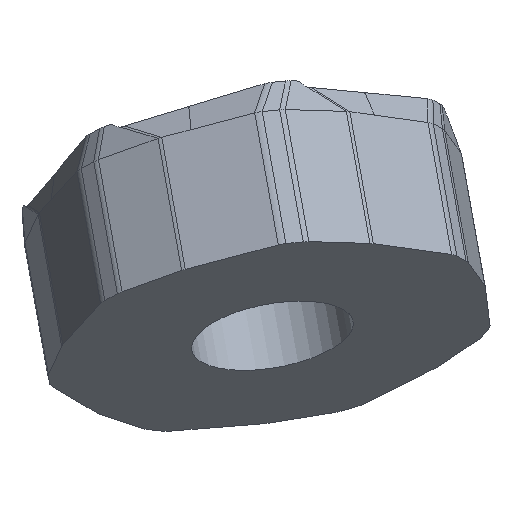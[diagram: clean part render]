
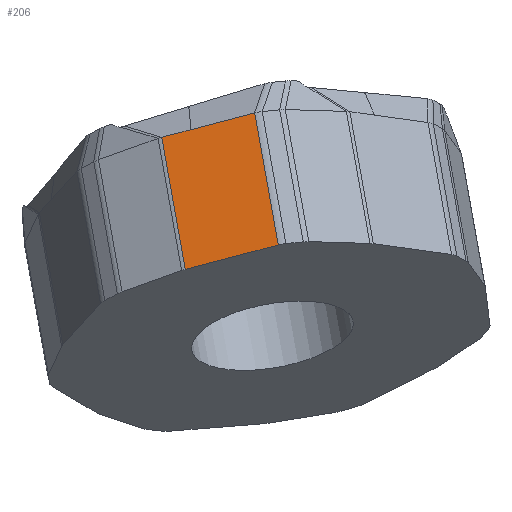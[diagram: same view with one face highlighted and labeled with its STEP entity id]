
A CAD part, isometric view. The second image highlights one B-rep face of the part: STEP entity #206.
In plain terms, the highlighted planar face has unit normal (-0.57, -0.194, 0.799).
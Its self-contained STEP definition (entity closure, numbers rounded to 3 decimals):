
#206=ADVANCED_FACE('',(#375),#270,.T.);
#270=PLANE('',#2130);
#375=FACE_OUTER_BOUND('',#480,.T.);
#480=EDGE_LOOP('',(#1254,#1255,#1256,#1257,#1258));
#513=LINE('',#5925,#618);
#528=LINE('',#9623,#633);
#597=LINE('',#13550,#721);
#598=LINE('',#13584,#723);
#599=LINE('',#13586,#724);
#618=VECTOR('',#2195,1.);
#633=VECTOR('',#2240,1.);
#721=VECTOR('',#2392,1.);
#723=VECTOR('',#2394,1.);
#724=VECTOR('',#2395,1.);
#1254=ORIENTED_EDGE('',*,*,#1604,.F.);
#1255=ORIENTED_EDGE('',*,*,#1675,.F.);
#1256=ORIENTED_EDGE('',*,*,#1811,.F.);
#1257=ORIENTED_EDGE('',*,*,#1812,.T.);
#1258=ORIENTED_EDGE('',*,*,#1813,.T.);
#1388=VERTEX_POINT('',#5922);
#1389=VERTEX_POINT('',#5924);
#1436=VERTEX_POINT('',#9453);
#1514=VERTEX_POINT('',#13549);
#1515=VERTEX_POINT('',#13585);
#1604=EDGE_CURVE('',#1389,#1388,#513,.T.);
#1675=EDGE_CURVE('',#1436,#1389,#528,.T.);
#1811=EDGE_CURVE('',#1514,#1436,#597,.T.);
#1812=EDGE_CURVE('',#1514,#1515,#598,.T.);
#1813=EDGE_CURVE('',#1515,#1388,#599,.T.);
#2130=AXIS2_PLACEMENT_3D('',#13587,#2396,#2397);
#2195=DIRECTION('',(0.667,-0.677,0.311));
#2240=DIRECTION('',(0.667,-0.677,0.311));
#2392=DIRECTION('',(0.481,0.71,0.515));
#2394=DIRECTION('',(0.667,-0.677,0.311));
#2395=DIRECTION('',(0.481,0.71,0.515));
#2396=DIRECTION('',(-0.569,-0.194,0.799));
#2397=DIRECTION('',(-0.667,0.677,-0.311));
#5922=CARTESIAN_POINT('',(42.351,63.999,-38.557));
#5924=CARTESIAN_POINT('',(40.097,66.289,-39.607));
#5925=CARTESIAN_POINT('',(40.219,66.165,-39.551));
#9453=CARTESIAN_POINT('',(39.057,67.346,-40.092));
#9623=CARTESIAN_POINT('',(40.379,66.002,-39.476));
#13549=CARTESIAN_POINT('',(35.516,62.12,-43.886));
#13550=CARTESIAN_POINT('',(40.059,68.826,-39.018));
#13584=CARTESIAN_POINT('',(36.556,61.063,-43.401));
#13585=CARTESIAN_POINT('',(38.81,58.773,-42.35));
#13586=CARTESIAN_POINT('',(43.354,65.479,-37.482));
#13587=CARTESIAN_POINT('',(40.059,68.826,-39.018));
